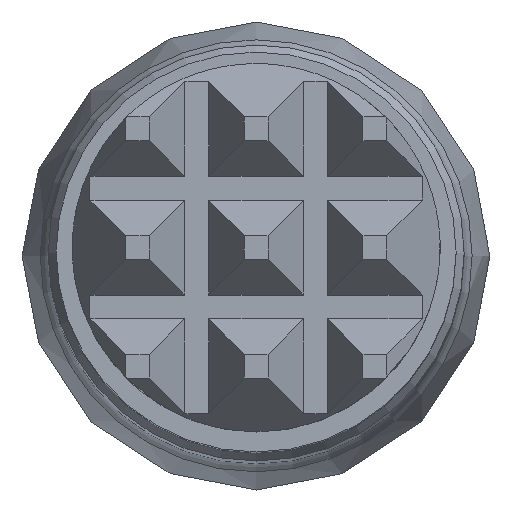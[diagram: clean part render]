
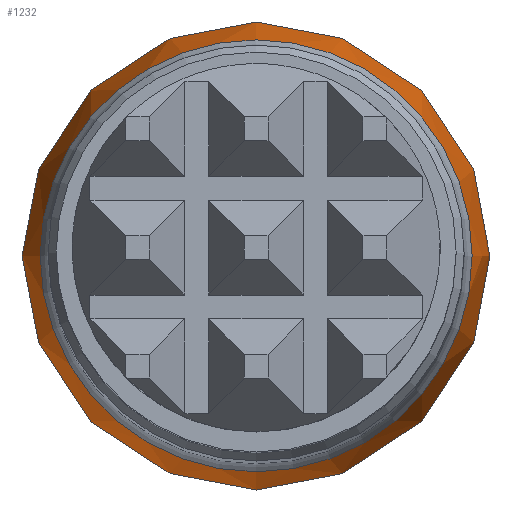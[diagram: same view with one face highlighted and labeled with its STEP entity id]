
A CAD part, top view. The second image highlights one B-rep face of the part: STEP entity #1232.
In plain terms, the highlighted free-form (B-spline) face has degree [2, 2] with [3, 9] control points.
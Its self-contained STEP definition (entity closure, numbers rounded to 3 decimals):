
#25=(
BOUNDED_SURFACE()
B_SPLINE_SURFACE(2,2,((#2130,#2131,#2132,#2133,#2134,#2135,#2136,#2137,
#2138),(#2139,#2140,#2141,#2142,#2143,#2144,#2145,#2146,#2147),(#2148,#2149,
#2150,#2151,#2152,#2153,#2154,#2155,#2156)),.UNSPECIFIED.,.F.,.T.,.F.)
B_SPLINE_SURFACE_WITH_KNOTS((3,3),(3,2,2,2,3),(-0.386,0.386),
(-3.142,-1.571,0.,1.571,3.142),
 .UNSPECIFIED.)
GEOMETRIC_REPRESENTATION_ITEM()
RATIONAL_B_SPLINE_SURFACE(((1.,0.707,1.,0.707,1.,
0.707,1.,0.707,1.),(0.926,0.655,
0.926,0.655,0.926,0.655,
0.926,0.655,0.926),(1.,0.707,
1.,0.707,1.,0.707,1.,0.707,1.)))
REPRESENTATION_ITEM($)
SURFACE()
);
#34=(
BOUNDED_CURVE()
B_SPLINE_CURVE(2,(#2161,#2162,#2163),.UNSPECIFIED.,.F.,.F.)
B_SPLINE_CURVE_WITH_KNOTS((3,3),(-0.386,0.386),
 .UNSPECIFIED.)
CURVE()
GEOMETRIC_REPRESENTATION_ITEM()
RATIONAL_B_SPLINE_CURVE((1.,0.926,1.))
REPRESENTATION_ITEM($)
);
#398=FACE_OUTER_BOUND($,#489,.T.);
#489=EDGE_LOOP($,(#1129,#1130,#1131,#1132,#1133,#1134));
#536=CIRCLE($,#1347,0.686);
#537=CIRCLE($,#1348,0.686);
#538=CIRCLE($,#1349,0.686);
#539=CIRCLE($,#1350,0.686);
#658=VERTEX_POINT($,#2126);
#659=VERTEX_POINT($,#2127);
#660=VERTEX_POINT($,#2157);
#661=VERTEX_POINT($,#2158);
#819=EDGE_CURVE($,#658,#659,#536,.T.);
#820=EDGE_CURVE($,#659,#658,#537,.T.);
#821=EDGE_CURVE($,#660,#661,#538,.T.);
#822=EDGE_CURVE($,#661,#660,#539,.T.);
#823=EDGE_CURVE($,#661,#659,#34,.T.);
#1129=ORIENTED_EDGE($,*,*,#821,.F.);
#1130=ORIENTED_EDGE($,*,*,#822,.F.);
#1131=ORIENTED_EDGE($,*,*,#823,.T.);
#1132=ORIENTED_EDGE($,*,*,#820,.T.);
#1133=ORIENTED_EDGE($,*,*,#819,.T.);
#1134=ORIENTED_EDGE($,*,*,#823,.F.);
#1232=ADVANCED_FACE($,(#398),#25,.F.);
#1347=AXIS2_PLACEMENT_3D($,#2128,#1668,#1669);
#1348=AXIS2_PLACEMENT_3D($,#2129,#1670,#1671);
#1349=AXIS2_PLACEMENT_3D($,#2159,#1672,#1673);
#1350=AXIS2_PLACEMENT_3D($,#2160,#1674,#1675);
#1668=DIRECTION('center_axis',(0.,0.,
-1.));
#1669=DIRECTION('ref_axis',(-1.,0.,0.));
#1670=DIRECTION('center_axis',(0.,0.,
-1.));
#1671=DIRECTION('ref_axis',(-1.,0.,0.));
#1672=DIRECTION('center_axis',(0.,0.,
-1.));
#1673=DIRECTION('ref_axis',(-1.,0.,0.));
#1674=DIRECTION('center_axis',(0.,0.,
-1.));
#1675=DIRECTION('ref_axis',(-1.,0.,0.));
#2126=CARTESIAN_POINT('',(-0.686,0.,-0.508));
#2127=CARTESIAN_POINT('',(0.686,0.,-0.508));
#2128=CARTESIAN_POINT('Origin',(0.,0.,-0.508));
#2129=CARTESIAN_POINT('Origin',(0.,0.,-0.508));
#2130=CARTESIAN_POINT('Ctrl Pts',(0.686,0.,-0.508));
#2131=CARTESIAN_POINT('Ctrl Pts',(0.686,-0.686,-0.508));
#2132=CARTESIAN_POINT('Ctrl Pts',(0.,-0.686,-0.508));
#2133=CARTESIAN_POINT('Ctrl Pts',(-0.686,-0.686,-0.508));
#2134=CARTESIAN_POINT('Ctrl Pts',(-0.686,0.,-0.508));
#2135=CARTESIAN_POINT('Ctrl Pts',(-0.686,0.686,-0.508));
#2136=CARTESIAN_POINT('Ctrl Pts',(0.,0.686,-0.508));
#2137=CARTESIAN_POINT('Ctrl Pts',(0.686,0.686,-0.508));
#2138=CARTESIAN_POINT('Ctrl Pts',(0.686,0.,-0.508));
#2139=CARTESIAN_POINT('Ctrl Pts',(0.805,0.,
-0.8));
#2140=CARTESIAN_POINT('Ctrl Pts',(0.805,-0.805,
-0.8));
#2141=CARTESIAN_POINT('Ctrl Pts',(0.,-0.805,-0.8));
#2142=CARTESIAN_POINT('Ctrl Pts',(-0.805,-0.805,
-0.8));
#2143=CARTESIAN_POINT('Ctrl Pts',(-0.805,0.,
-0.8));
#2144=CARTESIAN_POINT('Ctrl Pts',(-0.805,0.805,
-0.8));
#2145=CARTESIAN_POINT('Ctrl Pts',(0.,0.805,-0.8));
#2146=CARTESIAN_POINT('Ctrl Pts',(0.805,0.805,-0.8));
#2147=CARTESIAN_POINT('Ctrl Pts',(0.805,0.,
-0.8));
#2148=CARTESIAN_POINT('Ctrl Pts',(0.686,0.,-1.092));
#2149=CARTESIAN_POINT('Ctrl Pts',(0.686,-0.686,-1.092));
#2150=CARTESIAN_POINT('Ctrl Pts',(0.,-0.686,-1.092));
#2151=CARTESIAN_POINT('Ctrl Pts',(-0.686,-0.686,-1.092));
#2152=CARTESIAN_POINT('Ctrl Pts',(-0.686,0.,-1.092));
#2153=CARTESIAN_POINT('Ctrl Pts',(-0.686,0.686,-1.092));
#2154=CARTESIAN_POINT('Ctrl Pts',(0.,0.686,-1.092));
#2155=CARTESIAN_POINT('Ctrl Pts',(0.686,0.686,-1.092));
#2156=CARTESIAN_POINT('Ctrl Pts',(0.686,0.,-1.092));
#2157=CARTESIAN_POINT('',(-0.686,0.,-1.092));
#2158=CARTESIAN_POINT('',(0.686,0.,-1.092));
#2159=CARTESIAN_POINT('Origin',(0.,0.,-1.092));
#2160=CARTESIAN_POINT('Origin',(0.,0.,-1.092));
#2161=CARTESIAN_POINT('Ctrl Pts',(0.686,0.,-1.092));
#2162=CARTESIAN_POINT('Ctrl Pts',(0.805,0.,
-0.8));
#2163=CARTESIAN_POINT('Ctrl Pts',(0.686,0.,-0.508));
